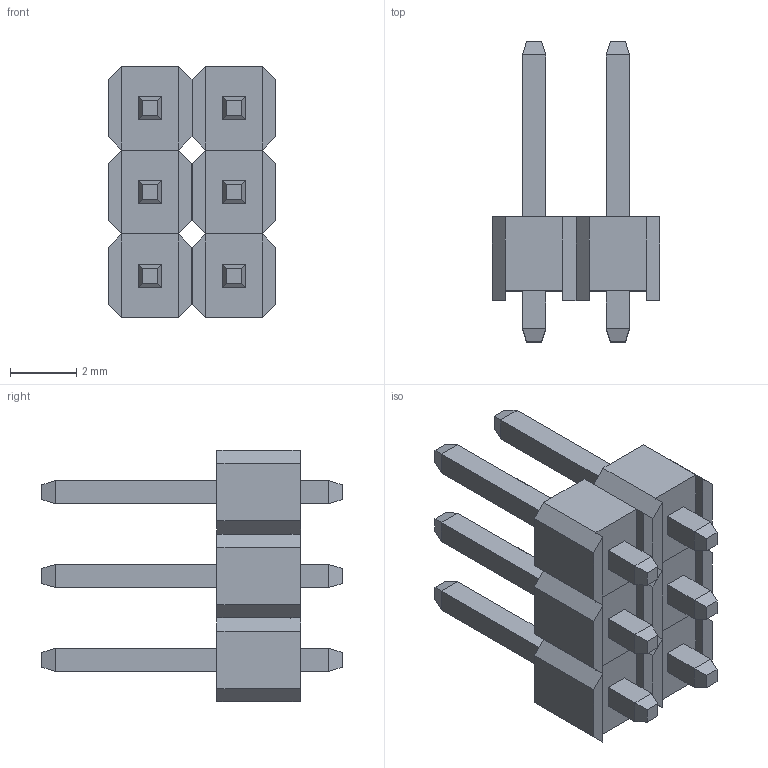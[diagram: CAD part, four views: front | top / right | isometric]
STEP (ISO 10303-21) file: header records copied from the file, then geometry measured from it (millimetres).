
FILE_DESCRIPTION (( 'STEP AP214' ), '1' );
FILE_NAME ('pin-header-2x3.STEP', '2015-04-23T13:03:38', ( '' ), ( '' ), 'SwSTEP 2.0', 'SolidWorks 2014', '' );
FILE_SCHEMA (( 'AUTOMOTIVE_DESIGN' ));
Length unit declared in the file: millimetre
Products named in the file (2): pin-header-pin; pin-header-2x3
Assembly tree (6 placements, depth 2):
  pin-header-2x3
    pin-header-pin  x6
Bounding box: 5.08 x 9.09 x 7.62 mm (x, y, z)
Volume: 104.9 mm3; surface area: 326.9 mm2
Topology: 6 solids, 6 shells, 192 faces, 432 edges, 264 vertices
Faces by surface type: plane 192
Entity records: 1164 total; most frequent: CARTESIAN_POINT 157, DIRECTION 154, ORIENTED_EDGE 144, EDGE_CURVE 72, LINE 72, VECTOR 72, VERTEX_POINT 44, AXIS2_PLACEMENT_3D 41
